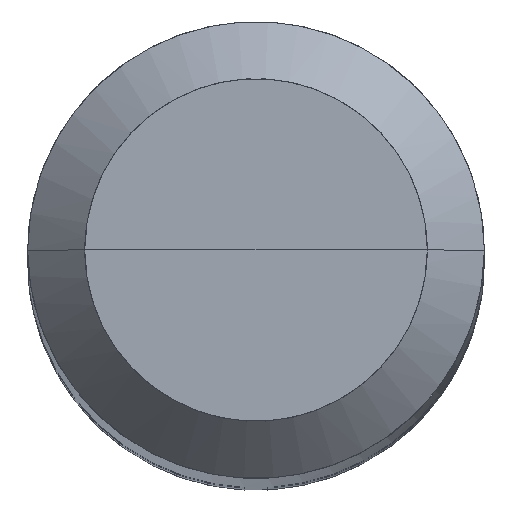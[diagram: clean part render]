
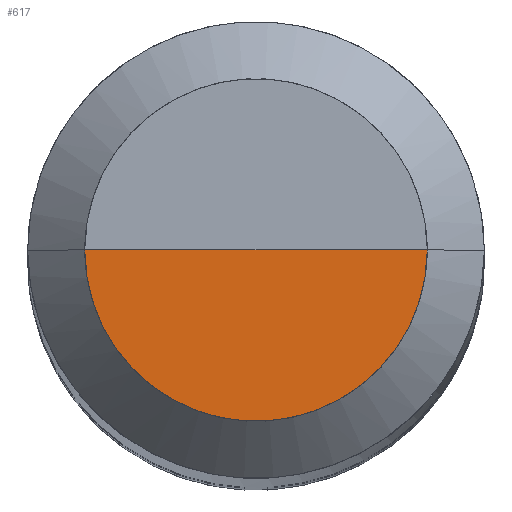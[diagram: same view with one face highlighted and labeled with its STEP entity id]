
A CAD part, top view. The second image highlights one B-rep face of the part: STEP entity #617.
In plain terms, the highlighted free-form (B-spline) face has degree [1, 2] with [2, 5] control points.
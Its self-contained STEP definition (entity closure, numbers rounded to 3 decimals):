
#267=CARTESIAN_POINT('',(1.5,0.0,50.0));
#271=CARTESIAN_POINT('',(-1.5,0.0,50.0));
#272=CARTESIAN_POINT('',(0.0,0.0,50.0));
#279=CARTESIAN_POINT('',(-1.5,-1.5,50.0));
#280=CARTESIAN_POINT('',(0.0,-1.5,50.0));
#281=CARTESIAN_POINT('',(1.5,-1.5,50.0));
#602=(
BOUNDED_SURFACE()
B_SPLINE_SURFACE(1,2,(
(#271,#279,#280,#281,#267),
(#272,#272,#272,#272,#272)
), .UNSPECIFIED.,.F.,.F.,.F.)
B_SPLINE_SURFACE_WITH_KNOTS((2,2),(3,2,3),(
0.0,1.0),(
0.0,0.5,1.0), .UNSPECIFIED.)
GEOMETRIC_REPRESENTATION_ITEM()
RATIONAL_B_SPLINE_SURFACE(((1.0,0.707,1.0,0.707,1.0),
(1.0,0.707,1.0,0.707,1.0)
))
REPRESENTATION_ITEM('')
SURFACE()
);
#603=(
BOUNDED_CURVE()
B_SPLINE_CURVE(2,(#267,#281,#280,#279,#271),.UNSPECIFIED.,.F.,.F.)
B_SPLINE_CURVE_WITH_KNOTS((3,2,3),
(0.0,0.5,1.0),.UNSPECIFIED.)
CURVE()
GEOMETRIC_REPRESENTATION_ITEM()
RATIONAL_B_SPLINE_CURVE((1.0,0.707,1.0,0.707,1.0))
REPRESENTATION_ITEM('')
);
#604=(
BOUNDED_CURVE()
B_SPLINE_CURVE(1,(#271,#272),.UNSPECIFIED.,.F.,.F.)
B_SPLINE_CURVE_WITH_KNOTS((2,2),
(0.0,1.0),.UNSPECIFIED.)
CURVE()
GEOMETRIC_REPRESENTATION_ITEM()
RATIONAL_B_SPLINE_CURVE((1.0,1.0))
REPRESENTATION_ITEM('')
);
#605=(
BOUNDED_CURVE()
B_SPLINE_CURVE(1,(#272,#267),.UNSPECIFIED.,.F.,.F.)
B_SPLINE_CURVE_WITH_KNOTS((2,2),
(0.0,1.0),.UNSPECIFIED.)
CURVE()
GEOMETRIC_REPRESENTATION_ITEM()
RATIONAL_B_SPLINE_CURVE((1.0,1.0))
REPRESENTATION_ITEM('')
);
#606=VERTEX_POINT('',#267);
#607=VERTEX_POINT('',#271);
#608=VERTEX_POINT('',#272);
#609=EDGE_CURVE('',#606,#607,#603,.T.);
#610=EDGE_CURVE('',#607,#608,#604,.T.);
#611=EDGE_CURVE('',#608,#606,#605,.T.);
#612=ORIENTED_EDGE('',*,*,#609,.T.);
#613=ORIENTED_EDGE('',*,*,#610,.T.);
#614=ORIENTED_EDGE('',*,*,#611,.T.);
#615=EDGE_LOOP('',(#612,#613,#614));
#616=FACE_OUTER_BOUND('',#615,.T.);
#617=ADVANCED_FACE('',(#616),#602,.T.);
